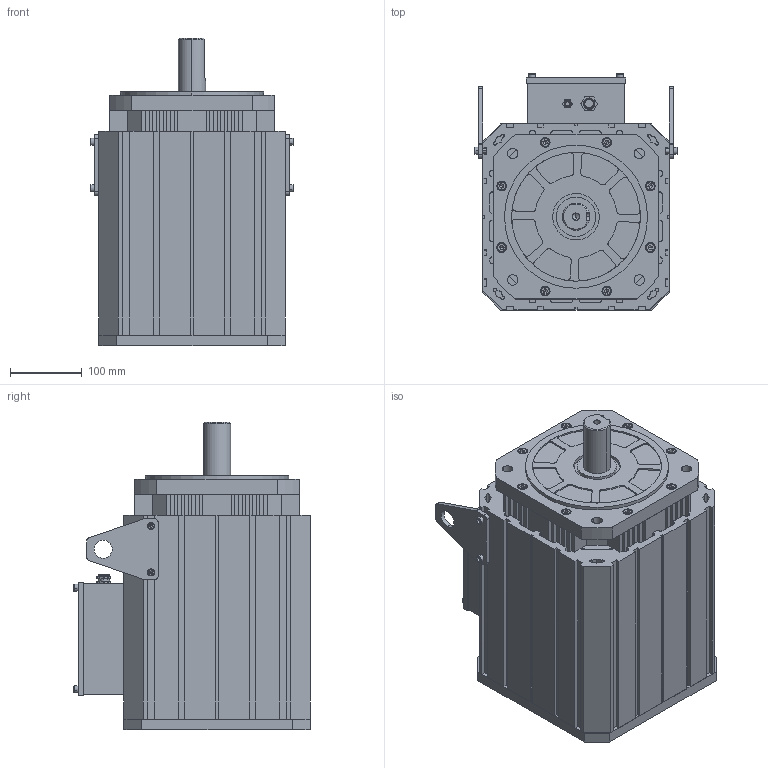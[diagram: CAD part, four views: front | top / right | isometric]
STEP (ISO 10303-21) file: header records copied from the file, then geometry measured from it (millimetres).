
FILE_DESCRIPTION (( 'STEP AP214' ), '1' );
FILE_NAME ('230SFM-E35015.STEP', '2022-02-08T03:21:10', ( '' ), ( '' ), 'SwSTEP 2.0', 'SolidWorks 2020', '' );
FILE_SCHEMA (( 'AUTOMOTIVE_DESIGN' ));
Length unit declared in the file: millimetre
Products named in the file (15): M12滅阨諉芛; M8滅阨諉芛; 傷裔01; hexagon socket head cap screws gb_GB_FASTENER_SCREWS_HSHCS M8X30-N; 嘐隅賦凳; hexagon socket head cap screws gb_GB_FASTENER_SCREWS_HSHCS M6X20-N; hexagon socket head cap screws gb_GB_FASTENER_SCREWS_HSHCS M6X10-N; 230SFM-E35015; 200炵蹈晤鎢ん俋褲; ヶ傷裔睿堤粣; 綴裔; 堤粣; 褲极; 傷裔02; 230儂旯
Assembly tree (28 placements, depth 3):
  230SFM-E35015
    ヶ傷裔睿堤粣
      傷裔02
      堤粣
      傷裔01
      hexagon socket head cap screws gb_GB_FASTENER_SCREWS_HSHCS M8X30-N  x8
    230儂旯
    褲极
    綴裔
    嘐隅賦凳  x2
    hexagon socket head cap screws gb_GB_FASTENER_SCREWS_HSHCS M6X10-N  x4
    hexagon socket head cap screws gb_GB_FASTENER_SCREWS_HSHCS M6X20-N  x4
    M8滅阨諉芛
    200炵蹈晤鎢ん俋褲
    M12滅阨諉芛
Bounding box: 284.5 x 330.5 x 430 mm (x, y, z)
Volume: 14137100.1 mm3; surface area: 1744168.7 mm2
Topology: 27 solids, 27 shells, 1188 faces, 3102 edges, 1995 vertices
Faces by surface type: plane 753, cylinder 330, cone 69, torus 36
Entity records: 28147 total; most frequent: CARTESIAN_POINT 4765, DIRECTION 4658, ORIENTED_EDGE 4624, EDGE_CURVE 2312, VECTOR 1708, LINE 1708, VERTEX_POINT 1530, AXIS2_PLACEMENT_3D 1475
